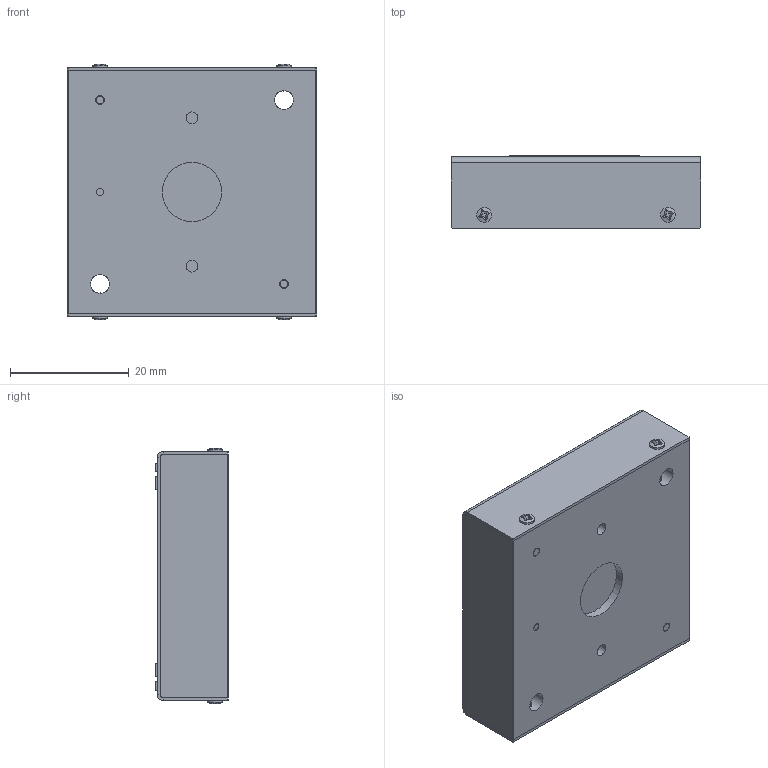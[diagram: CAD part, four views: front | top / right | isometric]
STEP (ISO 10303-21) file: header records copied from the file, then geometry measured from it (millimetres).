
FILE_DESCRIPTION(/* description */ (''),/* implementation_level */ '2;1');
FILE_NAME(/* name */ 'TMCM-1270.step',/* time_stamp */ '2019-05-15T10:54:54+02:00',/* author */ (''),/* organization */ (''),/* preprocessor_version */ 'ST-DEVELOPER v18',/* originating_system */ 'Autodesk Translation Framework v8.2.0.1029',/* authorisation */ '');
FILE_SCHEMA (('AUTOMOTIVE_DESIGN { 1 0 10303 214 3 1 1 }'));
Length unit declared in the file: millimetre
Products named in the file (112): (Nicht gespeichert); Rev_11_Housing; parallel pin unhardened_iso_ISO 2338 - 1; PCB_Final; Board; C26; C27; U5; CircuitWorks-SOT-23-5; D1; 716881520; Body; Open_CASCADE_STEP_translator_6.8_10.1; Lead; R8; U2; 716881392; Open_CASCADE_STEP_translator_6.8_13; Body_2; Open_CASCADE_STEP_translator_6.8_13.2; Leader; Leader_2; R9; R7; R2; R1; C3; J2; B4B-PH-K-S; C4; C5; C9; C11; C13; C14; C23; C18; C16; C15; C17 ...
Assembly tree (313 placements, depth 6):
  (Nicht gespeichert)
    Rev_11_Housing
    parallel pin unhardened_iso_ISO 2338 - 1  x2
    PCB_Final
      RESC1005_EIA_0402
      Board
      C26
        RESC1005_EIA_0402
        CAPC1608X92N_EIA_0603
      C27
        RESC1005_EIA_0402
        CAPC1608X92N_EIA_0603
      U5
        RESC1005_EIA_0402
        CircuitWorks-SOT-23-5
      D1
        RESC1005_EIA_0402
        716881520
          Body
            Open_CASCADE_STEP_translator_6.8_10.1
          Lead  x2
      R8
        RESC1005_EIA_0402  x2
      U2
        RESC1005_EIA_0402
        716881392
          Open_CASCADE_STEP_translator_6.8_13
          Body_2
            Open_CASCADE_STEP_translator_6.8_13.2
          Leader  x24
          Leader_2  x24
      R9
        RESC1005_EIA_0402  x2
      R7
        RESC1005_EIA_0402  x2
      R2
        RESC1005_EIA_0402  x2
      R1
        RESC1005_EIA_0402  x2
      C3
        RESC1005_EIA_0402
        CAPC1608X92N_EIA_0603
      J2
        RESC1005_EIA_0402
        B4B-PH-K-S
      C4
        RESC1005_EIA_0402
        CAPC1608X92N_EIA_0603
      C5
        RESC1005_EIA_0402
        CAPC1608X92N_EIA_0603
      C9
        RESC1005_EIA_0402
        CAPC3216X190N_EIA_1206
      C11
        RESC1005_EIA_0402
        CAPC1608X92N_EIA_0603
      C13
        RESC1005_EIA_0402
        CAPC1608X92N_EIA_0603
Bounding box: 42 x 12.24 x 43.1 mm (x, y, z)
Volume: 9632 mm3; surface area: 17863.6 mm2
Topology: 252 solids, 255 shells, 4455 faces, 11178 edges, 7038 vertices
Faces by surface type: plane 3188, cylinder 935, sphere 248, bspline 60, cone 18, torus 6
Full cylindrical faces by diameter (mm): 0.388 x1, 0.7 x14, 0.875 x1, 1 x2, 1.25 x2, 1.5 x4, 1.6 x1, 1.63 x8, 1.9 x4, 2 x2, 2.5 x4, 3 x1, 3.2 x2, 6.3 x2, 10 x1
Entity records: 48196 total; most frequent: CARTESIAN_POINT 12486, DIRECTION 7026, ORIENTED_EDGE 6518, EDGE_CURVE 3262, LINE 2432, VECTOR 2432, AXIS2_PLACEMENT_3D 2297, VERTEX_POINT 2110
